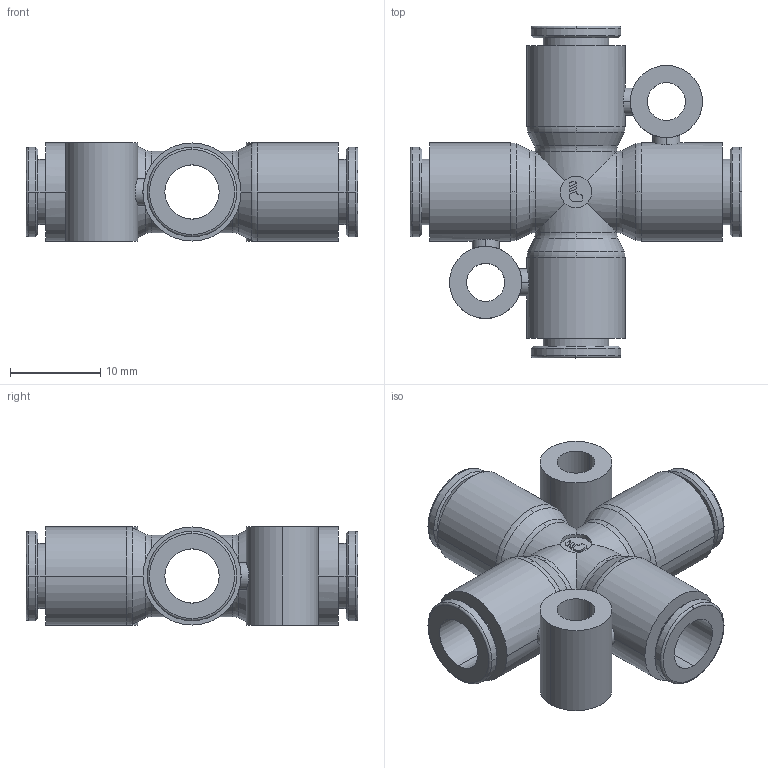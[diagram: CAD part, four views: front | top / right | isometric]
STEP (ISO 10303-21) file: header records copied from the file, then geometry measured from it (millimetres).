
FILE_DESCRIPTION(('STEP AP214'),'1');
FILE_NAME('6307_06_00WP2.stp','2016-07-07T14:17:16',('TraceParts'),('TraceParts S.A.'),'Spatial InterOp 3D',' ',' ');
FILE_SCHEMA(('automotive_design'));
Length unit declared in the file: millimetre
Products named in the file (1): 1
Bounding box: 36.71 x 36.71 x 10.85 mm (x, y, z)
Volume: 4229.6 mm3; surface area: 4722 mm2
Topology: 1 solids, 1 shells, 137 faces, 359 edges, 231 vertices
Faces by surface type: cylinder 64, plane 33, torus 24, cone 16
Entity records: 4986 total; most frequent: CARTESIAN_POINT 1444, DIRECTION 805, ORIENTED_EDGE 718, EDGE_CURVE 359, AXIS2_PLACEMENT_3D 344, VERTEX_POINT 231, CIRCLE 194, EDGE_LOOP 158
